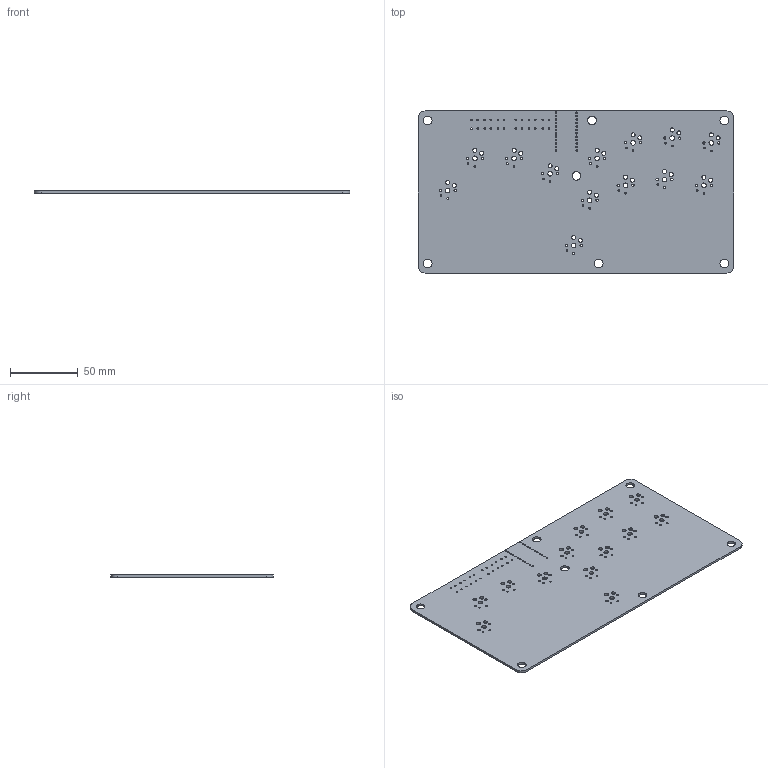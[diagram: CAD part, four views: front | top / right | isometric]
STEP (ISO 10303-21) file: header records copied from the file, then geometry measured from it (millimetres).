
FILE_DESCRIPTION(('KiCad electronic assembly'),'2;1');
FILE_NAME('Flatbox-rev1_1.step','2022-08-14T16:36:26',('Pcbnew'),( 'Kicad'),'Open CASCADE STEP processor 7.6','KiCad to STEP converter' ,'Unknown');
FILE_SCHEMA(('AUTOMOTIVE_DESIGN { 1 0 10303 214 1 1 1 1 }'));
Length unit declared in the file: millimetre
Products named in the file (2): Flatbox-rev1_1 1; Flatbox-rev1_1 PCB
Assembly tree (1 placements, depth 2):
  Flatbox-rev1_1 1
    Flatbox-rev1_1 PCB
Bounding box: 233.69 x 120 x 1.6 mm (x, y, z)
Volume: 43766.2 mm3; surface area: 57321 mm2
Topology: 1 solids, 1 shells, 156 faces, 462 edges, 308 vertices
Faces by surface type: cylinder 150, plane 6
Full cylindrical faces by diameter (mm): 1.1 x48, 1.27 x26, 1.702 x26, 3 x26, 3.429 x13, 6.4 x7
Entity records: 12043 total; most frequent: DIRECTION 2002, CARTESIAN_POINT 1852, ORIENTED_EDGE 924, PCURVE 924, DEFINITIONAL_REPRESENTATION 924, LINE 786, VECTOR 786, CIRCLE 600
